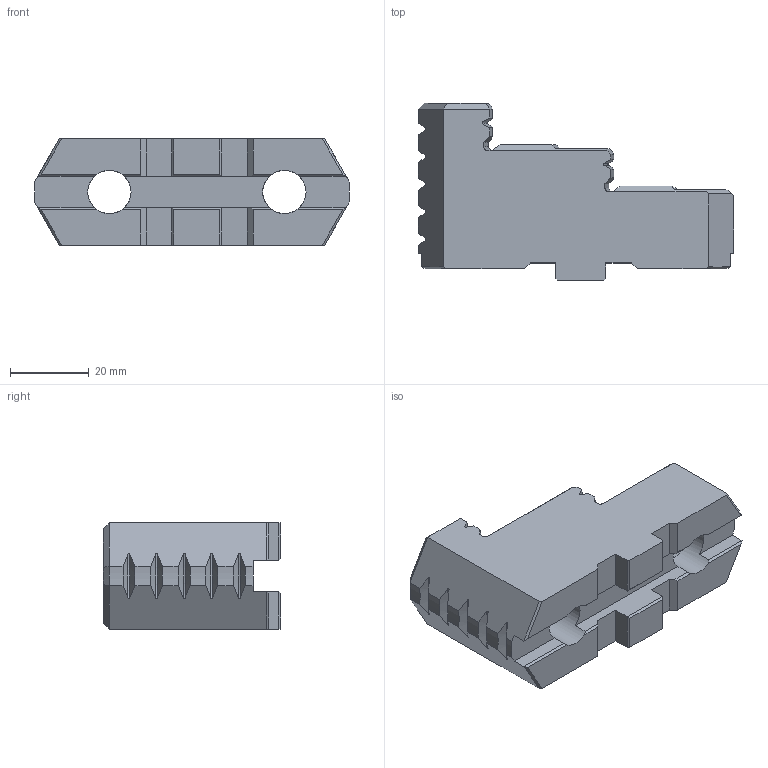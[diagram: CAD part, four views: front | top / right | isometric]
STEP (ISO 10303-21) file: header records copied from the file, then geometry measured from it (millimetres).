
FILE_DESCRIPTION (( 'STEP AP214' ), '1' );
FILE_NAME ('05-0257.STEP', '2024-06-21T23:11:39', ( '' ), ( '' ), 'SwSTEP 2.0', 'SolidWorks 2022', '' );
FILE_SCHEMA (( 'AUTOMOTIVE_DESIGN' ));
Length unit declared in the file: millimetre
Products named in the file (1): 05-0257
Bounding box: 80 x 45 x 27 mm (x, y, z)
Volume: 48055.8 mm3; surface area: 12918.3 mm2
Topology: 1 solids, 1 shells, 142 faces, 408 edges, 266 vertices
Faces by surface type: plane 71, cone 32, cylinder 28, bspline 11
Full cylindrical faces by diameter (mm): 11 x2, 17 x2
Entity records: 4945 total; most frequent: CARTESIAN_POINT 1427, ORIENTED_EDGE 800, DIRECTION 640, EDGE_CURVE 400, VERTEX_POINT 262, AXIS2_PLACEMENT_3D 221, VECTOR 198, LINE 198
